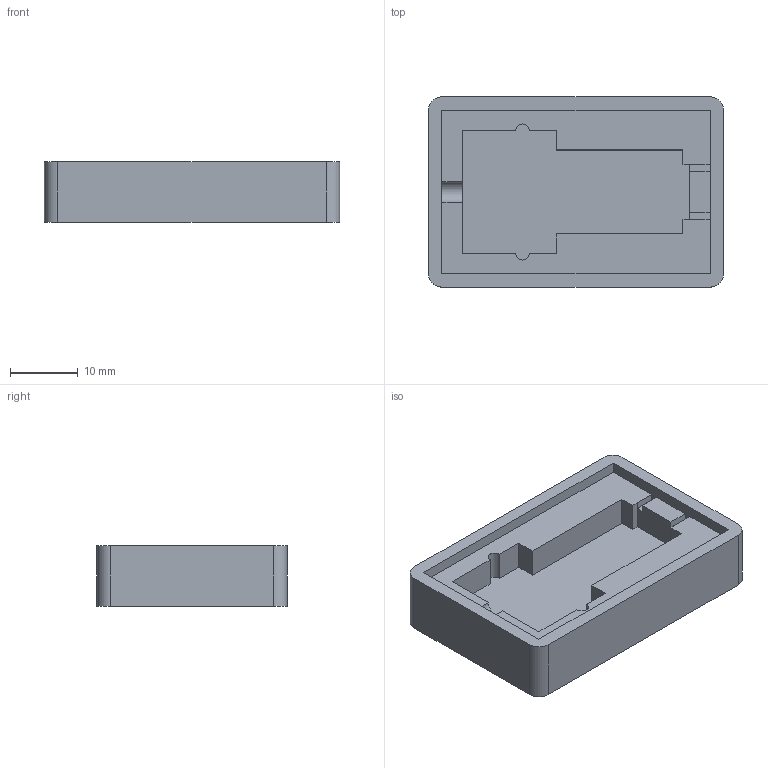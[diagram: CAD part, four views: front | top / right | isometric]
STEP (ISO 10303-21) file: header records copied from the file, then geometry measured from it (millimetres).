
FILE_DESCRIPTION(('FreeCAD Model'),'2;1');
FILE_NAME('Open CASCADE Shape Model','2025-05-12T23:00:51',(''),(''), 'Open CASCADE STEP processor 7.8','FreeCAD','Unknown');
FILE_SCHEMA(('AUTOMOTIVE_DESIGN { 1 0 10303 214 1 1 1 1 }'));
Length unit declared in the file: millimetre
Products named in the file (1): Fusion
Bounding box: 43.61 x 28.11 x 9 mm (x, y, z)
Volume: 7256.5 mm3; surface area: 4391.3 mm2
Topology: 1 solids, 1 shells, 41 faces, 114 edges, 76 vertices
Faces by surface type: plane 34, cylinder 7
Entity records: 1326 total; most frequent: CARTESIAN_POINT 232, ORIENTED_EDGE 228, DIRECTION 212, EDGE_CURVE 114, LINE 100, VECTOR 100, VERTEX_POINT 76, AXIS2_PLACEMENT_3D 56
